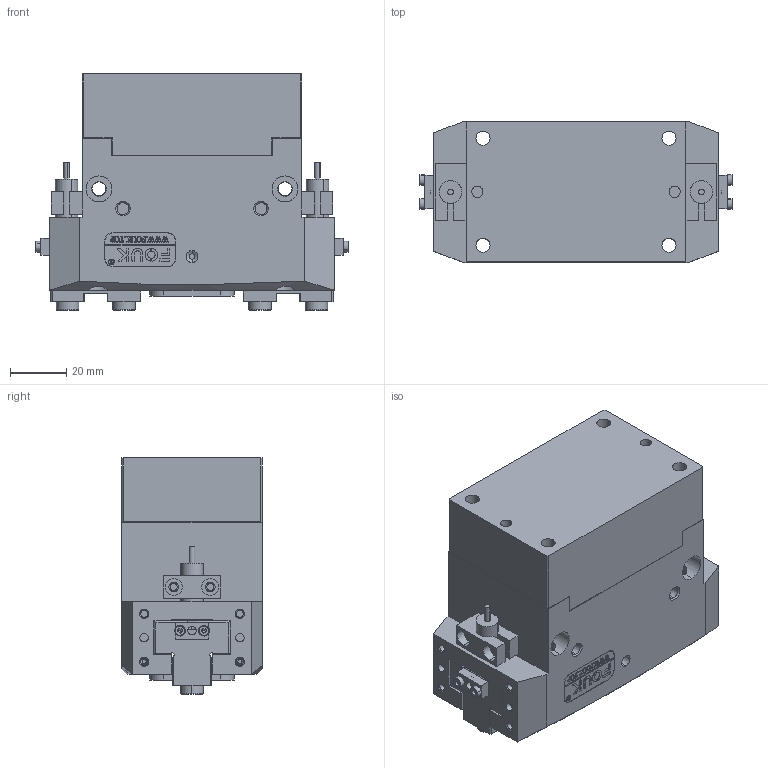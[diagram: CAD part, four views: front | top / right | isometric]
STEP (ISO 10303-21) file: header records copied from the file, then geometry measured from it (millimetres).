
FILE_DESCRIPTION (( 'STEP AP203' ), '1' );
FILE_NAME ('TR46-101-S-NO.STEP', '2024-11-19T02:20:54', ( 'USER-' ), ( 'Microsoft' ), 'SwSTEP 2.0', 'SolidWorks 2018', '' );
FILE_SCHEMA (( 'CONFIG_CONTROL_DESIGN' ));
Length unit declared in the file: millimetre
Products named in the file (18): TR46 -101杅耀.sldasm-Part-4; TR46 -101杅耀.sldasm-Part-12; TR46 -101杅耀.sldasm-Part-14; 揤輸蚾饜极; TR46-101-S-NO; TR46 -101杅耀.sldasm-Part-8; 揤輸杅耀.sldasm-Part-9; TR46 -101杅耀.sldasm-Part-16; TR46 -101-S 賑輸; TR46 -101杅耀.sldasm-Part-5; 埴翐芛_GB_FASTENER_SCREWS_HSHCS M2X8-N; TR46 -101杅耀.sldasm-Part-10; TR46 -101杅耀.sldasm-Part-11; TR46 -101杅耀.sldasm-Part-15; TR46 -101-S杅耀; TR46 -101杅耀.sldasm-Part-2; TR46-101-NC杅耀.sldasm-Part-19; 25x12-R3
Assembly tree (20 placements, depth 4):
  TR46-101-S-NO
    TR46 -101-S杅耀
      TR46 -101杅耀.sldasm-Part-2
      TR46 -101杅耀.sldasm-Part-4
      TR46 -101杅耀.sldasm-Part-5
      TR46 -101杅耀.sldasm-Part-8
      TR46 -101杅耀.sldasm-Part-10
      TR46 -101杅耀.sldasm-Part-11
      TR46 -101杅耀.sldasm-Part-12
      TR46 -101杅耀.sldasm-Part-14
      TR46 -101杅耀.sldasm-Part-15
      TR46 -101杅耀.sldasm-Part-16
      TR46 -101-S 賑輸  x2
      揤輸蚾饜极  x2
        揤輸杅耀.sldasm-Part-9
        埴翐芛_GB_FASTENER_SCREWS_HSHCS M2X8-N
      25x12-R3
    TR46-101-NC杅耀.sldasm-Part-19
Bounding box: 111.24 x 50 x 83.8 mm (x, y, z)
Volume: 314119.6 mm3; surface area: 74626.7 mm2
Topology: 20 solids, 22 shells, 1234 faces, 3181 edges, 2053 vertices
Faces by surface type: plane 589, cylinder 333, bspline 155, cone 149, torus 8
Entity records: 39872 total; most frequent: CARTESIAN_POINT 12733, ORIENTED_EDGE 5422, DIRECTION 4840, EDGE_CURVE 2711, VERTEX_POINT 1760, VECTOR 1626, LINE 1626, AXIS2_PLACEMENT_3D 1607
